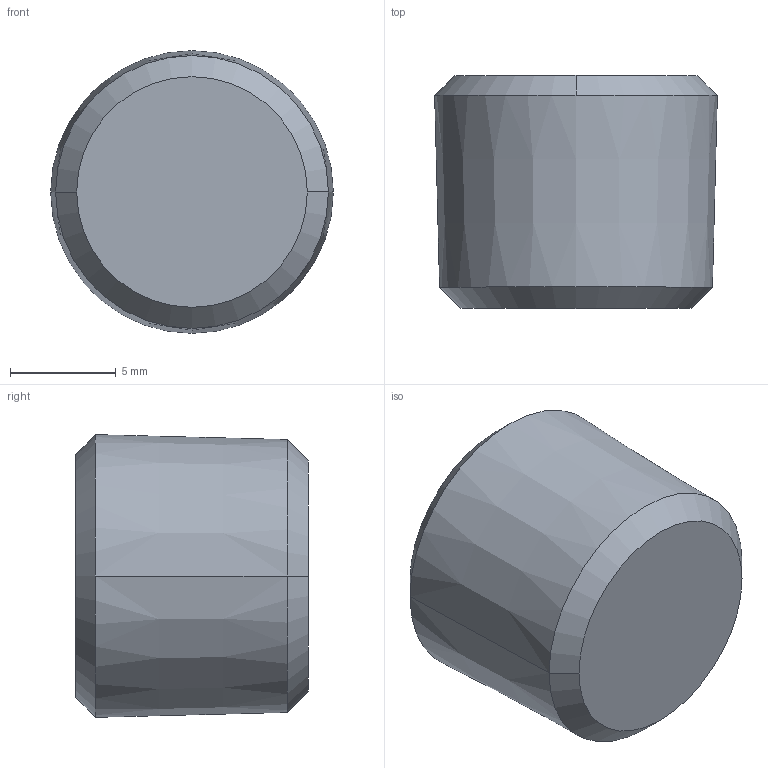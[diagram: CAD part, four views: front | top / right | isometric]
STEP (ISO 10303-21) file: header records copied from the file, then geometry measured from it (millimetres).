
FILE_DESCRIPTION (( 'STEP AP203' ), '1' );
FILE_NAME ('X5330002.STEP', '2011-10-25T12:11:58', ( 'SP' ), ( 'sopra-pneumatic' ), 'SwSTEP 2.0', 'SolidWorks 2011', '' );
FILE_SCHEMA (( 'CONFIG_CONTROL_DESIGN' ));
Length unit declared in the file: millimetre
Products named in the file (1): X5330002
Bounding box: 13.37 x 11 x 13.37 mm (x, y, z)
Volume: 1221.7 mm3; surface area: 818.3 mm2
Topology: 1 solids, 1 shells, 32 faces, 84 edges, 53 vertices
Faces by surface type: plane 20, cone 10, cylinder 2
Entity records: 1075 total; most frequent: CARTESIAN_POINT 216, DIRECTION 164, ORIENTED_EDGE 164, EDGE_CURVE 82, AXIS2_PLACEMENT_3D 61, VERTEX_POINT 53, VECTOR 42, LINE 42
